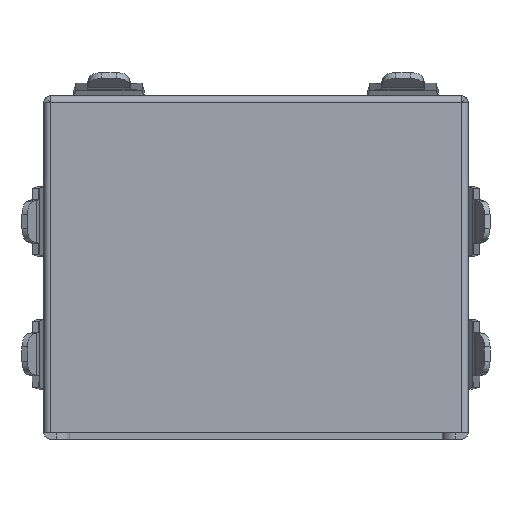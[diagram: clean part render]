
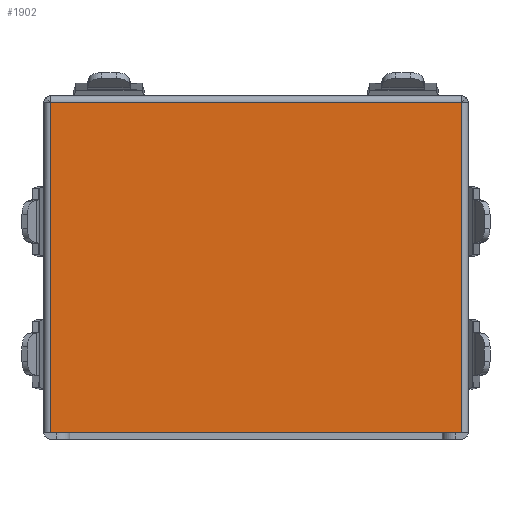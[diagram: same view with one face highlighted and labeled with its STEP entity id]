
A CAD part, left-side view. The second image highlights one B-rep face of the part: STEP entity #1902.
In plain terms, the highlighted planar face has unit normal (-1, 0, 0).
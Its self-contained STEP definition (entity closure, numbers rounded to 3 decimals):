
#1902 = ADVANCED_FACE( '', ( #3837 ), #3838, .T. );
#3837 = FACE_OUTER_BOUND( '', #6201, .T. );
#3838 = PLANE( '', #6202 );
#6201 = EDGE_LOOP( '', ( #11291, #11292, #11293, #11294 ) );
#6202 = AXIS2_PLACEMENT_3D( '', #11295, #11296, #11297 );
#11291 = ORIENTED_EDGE( '', *, *, #14663, .T. );
#11292 = ORIENTED_EDGE( '', *, *, #14086, .T. );
#11293 = ORIENTED_EDGE( '', *, *, #14540, .T. );
#11294 = ORIENTED_EDGE( '', *, *, #14664, .T. );
#11295 = CARTESIAN_POINT( '', ( -10.502, 0., 0. ) );
#11296 = DIRECTION( '', ( -1., 0., 0. ) );
#11297 = DIRECTION( '', ( 0., 0., 1. ) );
#14086 = EDGE_CURVE( '', #15239, #17334, #17336, .T. );
#14540 = EDGE_CURVE( '', #17334, #17878, #17880, .T. );
#14663 = EDGE_CURVE( '', #18018, #15239, #18019, .T. );
#14664 = EDGE_CURVE( '', #17878, #18018, #18020, .T. );
#15239 = VERTEX_POINT( '', #18753 );
#17334 = VERTEX_POINT( '', #21796 );
#17336 = LINE( '', #21798, #21799 );
#17878 = VERTEX_POINT( '', #22595 );
#17880 = LINE( '', #22597, #22598 );
#18018 = VERTEX_POINT( '', #22806 );
#18019 = LINE( '', #22807, #22808 );
#18020 = LINE( '', #22809, #22810 );
#18753 = CARTESIAN_POINT( '', ( -10.502, -7.9, 6.348 ) );
#21796 = CARTESIAN_POINT( '', ( -10.502, 7.9, 6.348 ) );
#21798 = CARTESIAN_POINT( '', ( -10.502, -7.9, 6.348 ) );
#21799 = VECTOR( '', #24748, 1000. );
#22595 = CARTESIAN_POINT( '', ( -10.502, 7.9, -6.35 ) );
#22597 = CARTESIAN_POINT( '', ( -10.502, 7.9, 6.381 ) );
#22598 = VECTOR( '', #25184, 1000. );
#22806 = CARTESIAN_POINT( '', ( -10.502, -7.9, -6.35 ) );
#22807 = CARTESIAN_POINT( '', ( -10.502, -7.9, 6.381 ) );
#22808 = VECTOR( '', #25288, 1000. );
#22809 = CARTESIAN_POINT( '', ( -10.502, 7.9, -6.35 ) );
#22810 = VECTOR( '', #25289, 1000. );
#24748 = DIRECTION( '', ( 0., 1., 0. ) );
#25184 = DIRECTION( '', ( 0., 0., -1. ) );
#25288 = DIRECTION( '', ( 0., 0., 1. ) );
#25289 = DIRECTION( '', ( 0., -1., 0. ) );
